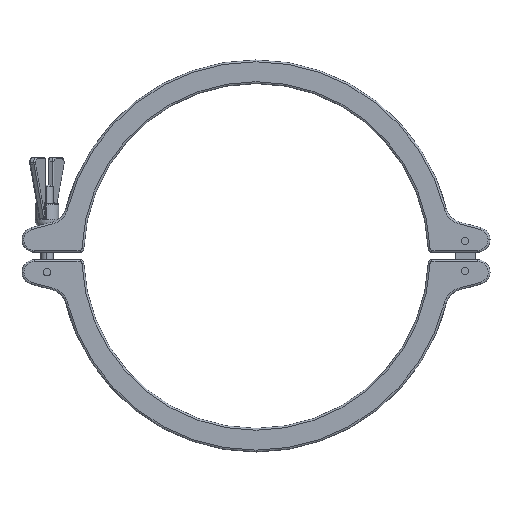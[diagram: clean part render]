
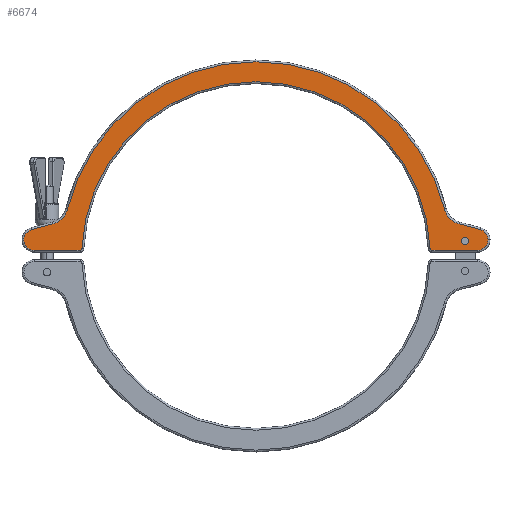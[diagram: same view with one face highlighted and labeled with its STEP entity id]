
A CAD part, top view. The second image highlights one B-rep face of the part: STEP entity #6674.
In plain terms, the highlighted planar face has unit normal (0, 0, 1).
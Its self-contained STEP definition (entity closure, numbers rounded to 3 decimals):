
#65 = CARTESIAN_POINT ( 'NONE',  ( 171., 12., 12. ) ) ;
#98 = ORIENTED_EDGE ( 'NONE', *, *, #7398, .T. ) ;
#139 = AXIS2_PLACEMENT_3D ( 'NONE', #13733, #5916, #15019 ) ;
#272 = DIRECTION ( 'NONE',  ( 0., 0., 1. ) ) ;
#403 = AXIS2_PLACEMENT_3D ( 'NONE', #9910, #2108, #11229 ) ;
#641 = DIRECTION ( 'NONE',  ( 0., 0., 1. ) ) ;
#700 = EDGE_CURVE ( 'NONE', #16699, #13772, #4816, .T. ) ;
#762 = DIRECTION ( 'NONE',  ( 0., 0., -1. ) ) ;
#826 = CARTESIAN_POINT ( 'NONE',  ( 163.106, 25.791, 12. ) ) ;
#929 = VERTEX_POINT ( 'NONE', #16554 ) ;
#1302 = DIRECTION ( 'NONE',  ( 1., 0., 0. ) ) ;
#1326 = VERTEX_POINT ( 'NONE', #15767 ) ;
#1478 = CARTESIAN_POINT ( 'NONE',  ( -180.2, 21.21, 12. ) ) ;
#1738 = LINE ( 'NONE', #7025, #11735 ) ;
#1867 = EDGE_CURVE ( 'NONE', #12510, #9286, #4043, .T. ) ;
#1928 = CIRCLE ( 'NONE', #8102, 16.5 ) ;
#1934 = EDGE_CURVE ( 'NONE', #1326, #8900, #3053, .T. ) ;
#1943 = FACE_BOUND ( 'NONE', #4867, .T. ) ;
#1984 = EDGE_CURVE ( 'NONE', #14249, #929, #5721, .T. ) ;
#2108 = DIRECTION ( 'NONE',  ( 0., 0., -1. ) ) ;
#2116 = DIRECTION ( 'NONE',  ( -0.966, -0.259, 0. ) ) ;
#2471 = VECTOR ( 'NONE', #1302, 1000. ) ;
#2619 = AXIS2_PLACEMENT_3D ( 'NONE', #11082, #3256, #12398 ) ;
#2820 = DIRECTION ( 'NONE',  ( 0., 0., 1. ) ) ;
#2844 = VERTEX_POINT ( 'NONE', #7462 ) ;
#3053 = LINE ( 'NONE', #9917, #13052 ) ;
#3256 = DIRECTION ( 'NONE',  ( 0., 0., -1. ) ) ;
#3930 = DIRECTION ( 'NONE',  ( 1., 0., 0. ) ) ;
#4043 = CIRCLE ( 'NONE', #16769, 3. ) ;
#4140 = CARTESIAN_POINT ( 'NONE',  ( 180.2, 21.21, 12. ) ) ;
#4278 = CARTESIAN_POINT ( 'NONE',  ( -178., 4.5, 12. ) ) ;
#4520 = LINE ( 'NONE', #826, #7600 ) ;
#4536 = DIRECTION ( 'NONE',  ( 0., 0., -1. ) ) ;
#4537 = EDGE_CURVE ( 'NONE', #5535, #13151, #8352, .T. ) ;
#4742 = ORIENTED_EDGE ( 'NONE', *, *, #4537, .T. ) ;
#4816 = CIRCLE ( 'NONE', #7529, 1.5 ) ;
#4867 = EDGE_LOOP ( 'NONE', ( #6743, #11850 ) ) ;
#4928 = CARTESIAN_POINT ( 'NONE',  ( 141.373, 4.5, 12. ) ) ;
#5535 = VERTEX_POINT ( 'NONE', #6685 ) ;
#5721 = CIRCLE ( 'NONE', #15894, 8.5 ) ;
#5900 = CARTESIAN_POINT ( 'NONE',  ( 178., 13., 12. ) ) ;
#5916 = DIRECTION ( 'NONE',  ( 0., 0., 1. ) ) ;
#6344 = ORIENTED_EDGE ( 'NONE', *, *, #15148, .T. ) ;
#6674 = ADVANCED_FACE ( 'NONE', ( #8885, #1943 ), #9110, .T. ) ;
#6685 = CARTESIAN_POINT ( 'NONE',  ( 151.367, 37.737, 12. ) ) ;
#6727 = EDGE_LOOP ( 'NONE', ( #14500, #12989, #4742, #6849, #15853, #98, #15640, #7012, #13161, #14808, #6344, #8644, #15488 ) ) ;
#6743 = ORIENTED_EDGE ( 'NONE', *, *, #1867, .T. ) ;
#6843 = DIRECTION ( 'NONE',  ( 0., 0., -1. ) ) ;
#6849 = ORIENTED_EDGE ( 'NONE', *, *, #10032, .T. ) ;
#7012 = ORIENTED_EDGE ( 'NONE', *, *, #700, .T. ) ;
#7025 = CARTESIAN_POINT ( 'NONE',  ( -141.373, 4.5, 12. ) ) ;
#7051 = EDGE_CURVE ( 'NONE', #2844, #9563, #10588, .T. ) ;
#7093 = VERTEX_POINT ( 'NONE', #4278 ) ;
#7166 = EDGE_CURVE ( 'NONE', #929, #14109, #13026, .T. ) ;
#7184 = DIRECTION ( 'NONE',  ( 1., 0., 0. ) ) ;
#7320 = AXIS2_PLACEMENT_3D ( 'NONE', #8026, #272, #9344 ) ;
#7398 = EDGE_CURVE ( 'NONE', #8900, #7093, #13377, .T. ) ;
#7462 = CARTESIAN_POINT ( 'NONE',  ( 139.874, 5.936, 12. ) ) ;
#7529 = AXIS2_PLACEMENT_3D ( 'NONE', #8412, #641, #9717 ) ;
#7600 = VECTOR ( 'NONE', #12252, 1000. ) ;
#7612 = DIRECTION ( 'NONE',  ( 0., 0., 1. ) ) ;
#7721 = CARTESIAN_POINT ( 'NONE',  ( 163.106, 25.791, 12. ) ) ;
#7795 = CARTESIAN_POINT ( 'NONE',  ( -167.377, 41.728, 12. ) ) ;
#7854 = EDGE_CURVE ( 'NONE', #13772, #2844, #12782, .T. ) ;
#8026 = CARTESIAN_POINT ( 'NONE',  ( 141.373, 6., 12. ) ) ;
#8035 = EDGE_CURVE ( 'NONE', #9286, #12510, #14188, .T. ) ;
#8102 = AXIS2_PLACEMENT_3D ( 'NONE', #8539, #762, #9834 ) ;
#8281 = DIRECTION ( 'NONE',  ( 1., 0., 0. ) ) ;
#8352 = CIRCLE ( 'NONE', #139, 156. ) ;
#8412 = CARTESIAN_POINT ( 'NONE',  ( -141.373, 6., 12. ) ) ;
#8539 = CARTESIAN_POINT ( 'NONE',  ( -167.377, 41.728, 12. ) ) ;
#8644 = ORIENTED_EDGE ( 'NONE', *, *, #1984, .T. ) ;
#8885 = FACE_OUTER_BOUND ( 'NONE', #6727, .T. ) ;
#8900 = VERTEX_POINT ( 'NONE', #1478 ) ;
#8974 = CARTESIAN_POINT ( 'NONE',  ( 165., 12., 12. ) ) ;
#9110 = PLANE ( 'NONE',  #13030 ) ;
#9286 = VERTEX_POINT ( 'NONE', #65 ) ;
#9344 = DIRECTION ( 'NONE',  ( 1., 0., 0. ) ) ;
#9563 = VERTEX_POINT ( 'NONE', #4928 ) ;
#9717 = DIRECTION ( 'NONE',  ( 1., 0., 0. ) ) ;
#9834 = DIRECTION ( 'NONE',  ( 1., 0., 0. ) ) ;
#9910 = CARTESIAN_POINT ( 'NONE',  ( 167.377, 41.728, 12. ) ) ;
#9917 = CARTESIAN_POINT ( 'NONE',  ( -180.2, 21.21, 12. ) ) ;
#10032 = EDGE_CURVE ( 'NONE', #13151, #1326, #1928, .T. ) ;
#10390 = CARTESIAN_POINT ( 'NONE',  ( 178., 4.5, 12. ) ) ;
#10588 = CIRCLE ( 'NONE', #7320, 1.5 ) ;
#10642 = CARTESIAN_POINT ( 'NONE',  ( 178., 13., 12. ) ) ;
#11082 = CARTESIAN_POINT ( 'NONE',  ( 0., 0., 12. ) ) ;
#11209 = CARTESIAN_POINT ( 'NONE',  ( -151.367, 37.737, 12. ) ) ;
#11229 = DIRECTION ( 'NONE',  ( 1., 0., 0. ) ) ;
#11395 = AXIS2_PLACEMENT_3D ( 'NONE', #5900, #14997, #7184 ) ;
#11735 = VECTOR ( 'NONE', #8281, 1000. ) ;
#11757 = DIRECTION ( 'NONE',  ( 0., 0., 1. ) ) ;
#11850 = ORIENTED_EDGE ( 'NONE', *, *, #8035, .T. ) ;
#11977 = DIRECTION ( 'NONE',  ( 1., 0., 0. ) ) ;
#12252 = DIRECTION ( 'NONE',  ( -0.966, 0.259, 0. ) ) ;
#12376 = CARTESIAN_POINT ( 'NONE',  ( 168., 12., 12. ) ) ;
#12398 = DIRECTION ( 'NONE',  ( 1., 0., 0. ) ) ;
#12510 = VERTEX_POINT ( 'NONE', #8974 ) ;
#12782 = CIRCLE ( 'NONE', #2619, 140. ) ;
#12815 = AXIS2_PLACEMENT_3D ( 'NONE', #15433, #7612, #16723 ) ;
#12880 = EDGE_CURVE ( 'NONE', #7093, #16699, #1738, .T. ) ;
#12989 = ORIENTED_EDGE ( 'NONE', *, *, #14273, .T. ) ;
#13026 = CIRCLE ( 'NONE', #11395, 8.5 ) ;
#13030 = AXIS2_PLACEMENT_3D ( 'NONE', #7795, #11757, #3930 ) ;
#13052 = VECTOR ( 'NONE', #2116, 1000. ) ;
#13151 = VERTEX_POINT ( 'NONE', #11209 ) ;
#13161 = ORIENTED_EDGE ( 'NONE', *, *, #7854, .T. ) ;
#13377 = CIRCLE ( 'NONE', #12815, 8.5 ) ;
#13686 = DIRECTION ( 'NONE',  ( 1., 0., 0. ) ) ;
#13733 = CARTESIAN_POINT ( 'NONE',  ( 0., 0., 12. ) ) ;
#13772 = VERTEX_POINT ( 'NONE', #16687 ) ;
#14109 = VERTEX_POINT ( 'NONE', #4140 ) ;
#14188 = CIRCLE ( 'NONE', #16267, 3. ) ;
#14249 = VERTEX_POINT ( 'NONE', #14804 ) ;
#14273 = EDGE_CURVE ( 'NONE', #15088, #5535, #14526, .T. ) ;
#14276 = EDGE_CURVE ( 'NONE', #14109, #15088, #4520, .T. ) ;
#14500 = ORIENTED_EDGE ( 'NONE', *, *, #14276, .T. ) ;
#14526 = CIRCLE ( 'NONE', #403, 16.5 ) ;
#14654 = CARTESIAN_POINT ( 'NONE',  ( 168., 12., 12. ) ) ;
#14804 = CARTESIAN_POINT ( 'NONE',  ( 178., 4.5, 12. ) ) ;
#14808 = ORIENTED_EDGE ( 'NONE', *, *, #7051, .T. ) ;
#14997 = DIRECTION ( 'NONE',  ( 0., 0., 1. ) ) ;
#15019 = DIRECTION ( 'NONE',  ( 1., 0., 0. ) ) ;
#15088 = VERTEX_POINT ( 'NONE', #7721 ) ;
#15148 = EDGE_CURVE ( 'NONE', #9563, #14249, #16326, .T. ) ;
#15267 = CARTESIAN_POINT ( 'NONE',  ( -141.373, 4.5, 12. ) ) ;
#15433 = CARTESIAN_POINT ( 'NONE',  ( -178., 13., 12. ) ) ;
#15488 = ORIENTED_EDGE ( 'NONE', *, *, #7166, .T. ) ;
#15640 = ORIENTED_EDGE ( 'NONE', *, *, #12880, .T. ) ;
#15767 = CARTESIAN_POINT ( 'NONE',  ( -163.106, 25.791, 12. ) ) ;
#15853 = ORIENTED_EDGE ( 'NONE', *, *, #1934, .T. ) ;
#15894 = AXIS2_PLACEMENT_3D ( 'NONE', #10642, #2820, #11977 ) ;
#15952 = DIRECTION ( 'NONE',  ( 1., 0., 0. ) ) ;
#16267 = AXIS2_PLACEMENT_3D ( 'NONE', #14654, #6843, #15952 ) ;
#16326 = LINE ( 'NONE', #10390, #2471 ) ;
#16554 = CARTESIAN_POINT ( 'NONE',  ( 186.5, 13., 12. ) ) ;
#16687 = CARTESIAN_POINT ( 'NONE',  ( -139.874, 5.936, 12. ) ) ;
#16699 = VERTEX_POINT ( 'NONE', #15267 ) ;
#16723 = DIRECTION ( 'NONE',  ( 1., 0., 0. ) ) ;
#16769 = AXIS2_PLACEMENT_3D ( 'NONE', #12376, #4536, #13686 ) ;
